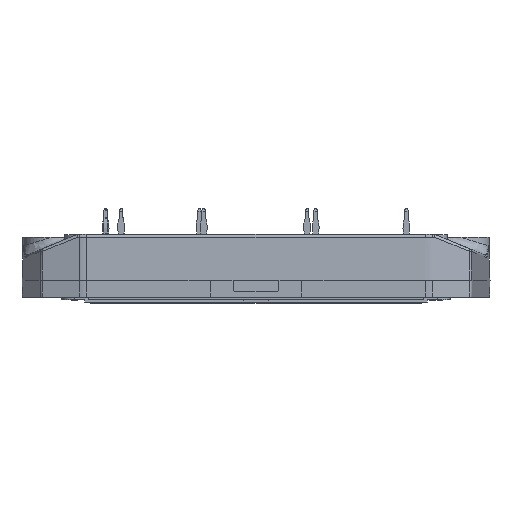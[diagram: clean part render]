
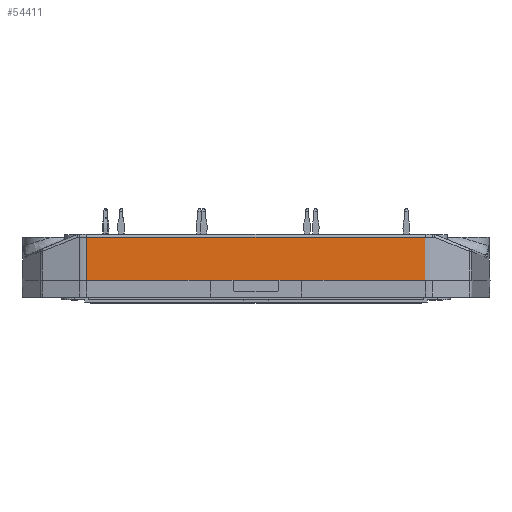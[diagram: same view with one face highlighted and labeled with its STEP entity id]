
A CAD part, front view. The second image highlights one B-rep face of the part: STEP entity #54411.
In plain terms, the highlighted planar face has unit normal (0, -1, 0.026).
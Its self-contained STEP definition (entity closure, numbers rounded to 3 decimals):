
#6068=ORIENTED_EDGE('',*,*,#16995,.F.);
#6069=ORIENTED_EDGE('',*,*,#16996,.T.);
#6070=ORIENTED_EDGE('',*,*,#16730,.F.);
#6071=ORIENTED_EDGE('',*,*,#16997,.F.);
#6072=ORIENTED_EDGE('',*,*,#16998,.T.);
#6073=ORIENTED_EDGE('',*,*,#16999,.T.);
#6074=ORIENTED_EDGE('',*,*,#16983,.T.);
#6075=ORIENTED_EDGE('',*,*,#17000,.F.);
#6076=ORIENTED_EDGE('',*,*,#16978,.F.);
#6077=ORIENTED_EDGE('',*,*,#16717,.F.);
#16717=EDGE_CURVE('',#22312,#22313,#25964,.T.);
#16730=EDGE_CURVE('',#22322,#22323,#25972,.T.);
#16978=EDGE_CURVE('',#22313,#22471,#26092,.T.);
#16983=EDGE_CURVE('',#22475,#22474,#26095,.T.);
#16995=EDGE_CURVE('',#22485,#22312,#26103,.T.);
#16996=EDGE_CURVE('',#22485,#22323,#26104,.F.);
#16997=EDGE_CURVE('',#22486,#22322,#26105,.F.);
#16998=EDGE_CURVE('',#22486,#22487,#26106,.T.);
#16999=EDGE_CURVE('',#22487,#22475,#26107,.T.);
#17000=EDGE_CURVE('',#22471,#22474,#26108,.T.);
#22312=VERTEX_POINT('',#75024);
#22313=VERTEX_POINT('',#75026);
#22322=VERTEX_POINT('',#75059);
#22323=VERTEX_POINT('',#75060);
#22471=VERTEX_POINT('',#76100);
#22474=VERTEX_POINT('',#76107);
#22475=VERTEX_POINT('',#76109);
#22485=VERTEX_POINT('',#76213);
#22486=VERTEX_POINT('',#76216);
#22487=VERTEX_POINT('',#76218);
#25964=LINE('',#75025,#29594);
#25972=LINE('',#75058,#29602);
#26092=LINE('',#76099,#29722);
#26095=LINE('',#76108,#29725);
#26103=LINE('',#76212,#29733);
#26104=LINE('',#76214,#29734);
#26105=LINE('',#76215,#29735);
#26106=LINE('',#76217,#29736);
#26107=LINE('',#76219,#29737);
#26108=LINE('',#76220,#29738);
#29594=VECTOR('',#62555,1000.);
#29602=VECTOR('',#62579,1000.);
#29722=VECTOR('',#63017,1000.);
#29725=VECTOR('',#63024,1000.);
#29733=VECTOR('',#63036,1000.);
#29734=VECTOR('',#63037,1000.);
#29735=VECTOR('',#63038,1000.);
#29736=VECTOR('',#63039,1000.);
#29737=VECTOR('',#63040,1000.);
#29738=VECTOR('',#63041,1000.);
#33122=EDGE_LOOP('',(#6068,#6069,#6070,#6071,#6072,#6073,#6074,#6075,#6076,
#6077));
#35522=FACE_BOUND('',#33122,.T.);
#37517=PLANE('',#57263);
#54411=ADVANCED_FACE('',(#35522),#37517,.T.);
#57263=AXIS2_PLACEMENT_3D('',#76211,#63034,#63035);
#62555=DIRECTION('',(-1.,0.,0.));
#62579=DIRECTION('',(1.,0.,0.));
#63017=DIRECTION('',(-1.,0.,0.));
#63024=DIRECTION('',(1.,0.,0.));
#63034=DIRECTION('',(0.,-1.,0.026));
#63035=DIRECTION('',(0.,0.026,1.));
#63036=DIRECTION('',(-1.,0.,0.));
#63037=DIRECTION('',(0.006,-0.026,-1.));
#63038=DIRECTION('',(-0.006,-0.026,-1.));
#63039=DIRECTION('',(1.,0.,0.));
#63040=DIRECTION('',(1.,0.,0.));
#63041=DIRECTION('',(-1.,0.,0.));
#75024=CARTESIAN_POINT('',(29.513,-30.776,3.));
#75025=CARTESIAN_POINT('',(17.961,-30.776,3.));
#75026=CARTESIAN_POINT('',(8.,-30.776,3.));
#75058=CARTESIAN_POINT('',(27.533,-30.58,10.513));
#75059=CARTESIAN_POINT('',(-29.469,-30.58,10.513));
#75060=CARTESIAN_POINT('',(29.469,-30.58,10.513));
#76099=CARTESIAN_POINT('',(17.961,-30.776,3.));
#76100=CARTESIAN_POINT('',(4.,-30.776,3.));
#76107=CARTESIAN_POINT('',(-4.,-30.776,3.));
#76108=CARTESIAN_POINT('',(-17.961,-30.776,3.));
#76109=CARTESIAN_POINT('',(-8.,-30.776,3.));
#76211=CARTESIAN_POINT('',(17.961,-30.776,3.));
#76212=CARTESIAN_POINT('',(17.961,-30.776,3.));
#76213=CARTESIAN_POINT('',(29.513,-30.776,3.));
#76214=CARTESIAN_POINT('',(29.512,-30.775,3.067));
#76215=CARTESIAN_POINT('',(-29.512,-30.775,3.067));
#76216=CARTESIAN_POINT('',(-29.513,-30.776,3.));
#76217=CARTESIAN_POINT('',(-17.961,-30.776,3.));
#76218=CARTESIAN_POINT('',(-29.513,-30.776,3.));
#76219=CARTESIAN_POINT('',(-17.961,-30.776,3.));
#76220=CARTESIAN_POINT('',(-17.961,-30.776,3.));
